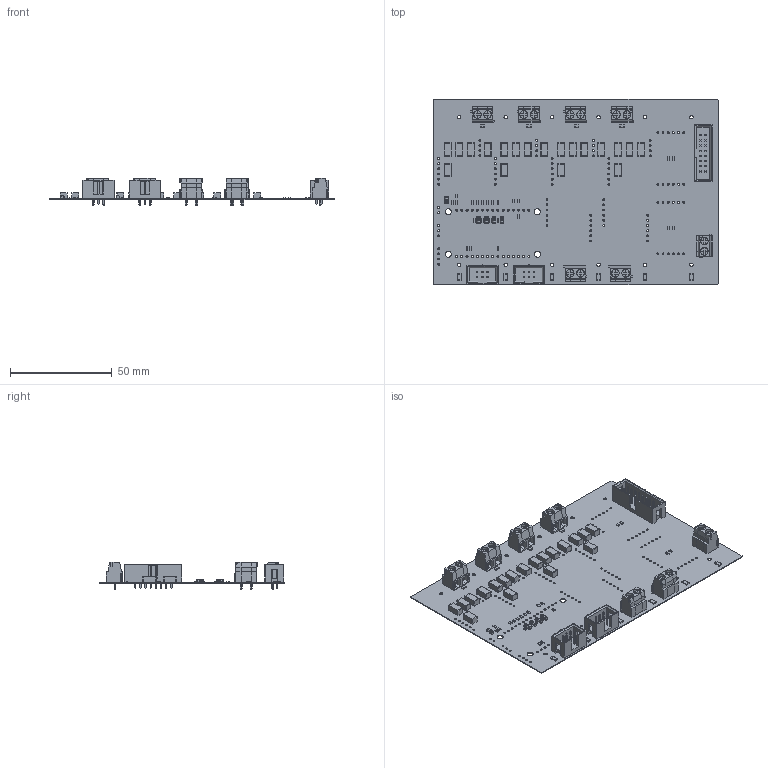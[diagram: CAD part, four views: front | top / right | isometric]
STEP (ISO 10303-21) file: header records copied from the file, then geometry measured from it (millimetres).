
FILE_DESCRIPTION(('Open CASCADE Model'),'2;1');
FILE_NAME('Open CASCADE Shape Model','2017-05-30T14:53:59',('Author'),( 'Open CASCADE'),'Open CASCADE STEP processor 6.8','Open CASCADE 6.8' ,'Unknown');
FILE_SCHEMA(('AUTOMOTIVE_DESIGN { 1 0 10303 214 1 1 1 1 }'));
Length unit declared in the file: millimetre
Products named in the file (122): PCB; Board; ZD2; 1378232928; leftPin; body; part0; part1; part2; part3; rightPin; ZD3; ZD4; ZD5; R7; 1568837536; Mid_Body; Terminal; Open_CASCADE_STEP_translator_6.8_4.2.1; Mark; R8; R9; R14; R15; R10; R16; R11; R17; R12; R18; R13; ZD1; 1568841888; R1; 1568831008; JMP5; R6; R4; R3; R2 ...
Assembly tree (201 placements, depth 5):
  PCB
    Board
    ZD2
      1378232928
        leftPin
        body
        part0
        part1
        part2
        part3
        rightPin
    ZD3
      1378232928
        leftPin
        body
        part0
        part1
        part2
        part3
        rightPin
    ZD4
      1378232928
        leftPin
        body
        part0
        part1
        part2
        part3
        rightPin
    ZD5
      1378232928
        leftPin
        body
        part0
        part1
        part2
        part3
        rightPin
    R7
      1568837536
        Mid_Body
        Terminal  x2
          Open_CASCADE_STEP_translator_6.8_4.2.1
        Mark
    R8
      1568837536
        Mid_Body
        Terminal  x2
          Open_CASCADE_STEP_translator_6.8_4.2.1
        Mark
    R9
      1568837536
        Mid_Body
        Terminal  x2
          Open_CASCADE_STEP_translator_6.8_4.2.1
        Mark
    R14
      1568837536
        Mid_Body
        Terminal  x2
Bounding box: 140.34 x 91.44 x 13.5 mm (x, y, z)
Volume: 12795.8 mm3; surface area: 39859.5 mm2
Topology: 273 solids, 273 shells, 4190 faces, 10148 edges, 6326 vertices
Faces by surface type: plane 3215, cylinder 791, sphere 184
Full cylindrical faces by diameter (mm): 0.85 x18, 0.9 x97, 1 x30, 1.1 x28, 1.3 x14, 1.65 x35, 1.7 x12, 3 x4
Entity records: 63297 total; most frequent: CARTESIAN_POINT 12072, DIRECTION 8922, LINE 5206, VECTOR 5206, ORIENTED_EDGE 4316, PCURVE 4316, DEFINITIONAL_REPRESENTATION 4316, EDGE_CURVE 2158
